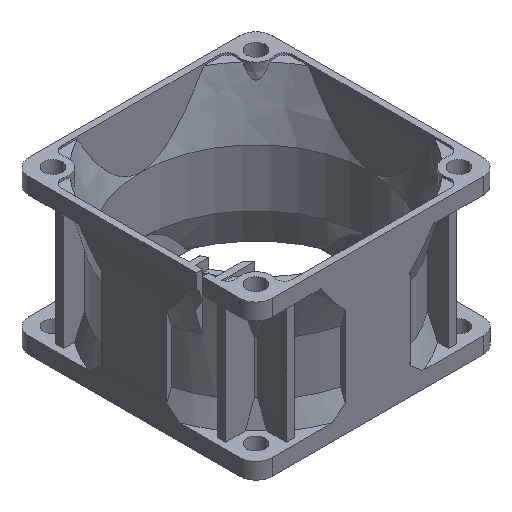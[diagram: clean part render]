
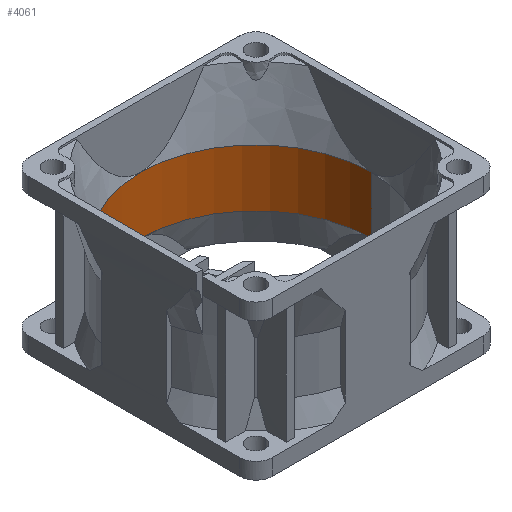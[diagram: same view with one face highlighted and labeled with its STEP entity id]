
A CAD part, isometric view. The second image highlights one B-rep face of the part: STEP entity #4061.
In plain terms, the highlighted free-form (B-spline) face has degree [1, 3] with [2, 7] control points.
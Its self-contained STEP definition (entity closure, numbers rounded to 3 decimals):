
#3 = B_SPLINE_CURVE_WITH_KNOTS ( 'NONE', 1,
 ( #837, #5934 ),
 .UNSPECIFIED., .F., .F.,
 ( 2, 2 ),
 ( 0., 1. ),
 .UNSPECIFIED. ) ;
#55 = ORIENTED_EDGE ( 'NONE', *, *, #6842, .F. ) ;
#367 = VERTEX_POINT ( 'NONE', #2618 ) ;
#734 = ORIENTED_EDGE ( 'NONE', *, *, #2830, .T. ) ;
#769 = CARTESIAN_POINT ( 'NONE',  ( 0., 28.5, -29.5 ) ) ;
#784 = ORIENTED_EDGE ( 'NONE', *, *, #1195, .T. ) ;
#804 = CARTESIAN_POINT ( 'NONE',  ( -28.5, 0., -29.5 ) ) ;
#837 = CARTESIAN_POINT ( 'NONE',  ( 28.5, 0., -15.428 ) ) ;
#1027 = DIRECTION ( 'NONE',  ( -1., 0., 0. ) ) ;
#1195 = EDGE_CURVE ( 'NONE', #5478, #7751, #6465, .T. ) ;
#1278 = EDGE_CURVE ( 'NONE', #5943, #367, #3723, .T. ) ;
#1312 = CARTESIAN_POINT ( 'NONE',  ( 0., 28.5, -15.428 ) ) ;
#1350 = B_SPLINE_CURVE_WITH_KNOTS ( 'NONE', 1,
 ( #804, #6063 ),
 .UNSPECIFIED., .F., .F.,
 ( 2, 2 ),
 ( 0., 0.653 ),
 .UNSPECIFIED. ) ;
#1694 = CARTESIAN_POINT ( 'NONE',  ( 28.5, 0., -29.5 ) ) ;
#1724 = CARTESIAN_POINT ( 'NONE',  ( 16.695, 28.5, -15.428 ) ) ;
#1777 = CARTESIAN_POINT ( 'NONE',  ( 28.5, 16.695, -29.5 ) ) ;
#1982 = CARTESIAN_POINT ( 'NONE',  ( 28.5, 0., -29.5 ) ) ;
#2184 = DIRECTION ( 'NONE',  ( 1., 0., 0. ) ) ;
#2397 = CARTESIAN_POINT ( 'NONE',  ( 28.5, 16.695, -15.428 ) ) ;
#2403 = VERTEX_POINT ( 'NONE', #1982 ) ;
#2618 = CARTESIAN_POINT ( 'NONE',  ( -28.5, 0., -29.5 ) ) ;
#2625 = AXIS2_PLACEMENT_3D ( 'NONE', #6096, #2950, #2184 ) ;
#2830 = EDGE_CURVE ( 'NONE', #5845, #5478, #3706, .T. ) ;
#2889 = DIRECTION ( 'NONE',  ( 1., 0., 0. ) ) ;
#2950 = DIRECTION ( 'NONE',  ( 0., 0., 1. ) ) ;
#3021 = CARTESIAN_POINT ( 'NONE',  ( 28.5, 0., -15.428 ) ) ;
#3214 = EDGE_CURVE ( 'NONE', #2403, #5943, #7644, .T. ) ;
#3426 = CARTESIAN_POINT ( 'NONE',  ( 0., 0., -29.5 ) ) ;
#3639 = CARTESIAN_POINT ( 'NONE',  ( 28.5, 0., -15.428 ) ) ;
#3706 = CIRCLE ( 'NONE', #7278, 28.5 ) ;
#3723 = CIRCLE ( 'NONE', #6303, 28.5 ) ;
#4061 = ADVANCED_FACE ( 'NONE', ( #6034 ), #7696, .T. ) ;
#4126 = ORIENTED_EDGE ( 'NONE', *, *, #7307, .F. ) ;
#4284 = CARTESIAN_POINT ( 'NONE',  ( 0., 28.5, -29.5 ) ) ;
#4663 = DIRECTION ( 'NONE',  ( 0., 1., 0. ) ) ;
#4893 = ORIENTED_EDGE ( 'NONE', *, *, #3214, .F. ) ;
#4918 = CARTESIAN_POINT ( 'NONE',  ( 0., 28.5, -15.428 ) ) ;
#5000 = CARTESIAN_POINT ( 'NONE',  ( -28.5, 0., -29.5 ) ) ;
#5478 = VERTEX_POINT ( 'NONE', #1312 ) ;
#5621 = DIRECTION ( 'NONE',  ( 0., 0., 1. ) ) ;
#5661 = CARTESIAN_POINT ( 'NONE',  ( -28.5, 16.695, -29.5 ) ) ;
#5845 = VERTEX_POINT ( 'NONE', #3639 ) ;
#5934 = CARTESIAN_POINT ( 'NONE',  ( 28.5, 0., -29.5 ) ) ;
#5943 = VERTEX_POINT ( 'NONE', #769 ) ;
#6034 = FACE_OUTER_BOUND ( 'NONE', #6995, .T. ) ;
#6055 = CARTESIAN_POINT ( 'NONE',  ( 0., 0., -15.428 ) ) ;
#6063 = CARTESIAN_POINT ( 'NONE',  ( -28.5, 0., -15.428 ) ) ;
#6096 = CARTESIAN_POINT ( 'NONE',  ( 0., 0., -15.428 ) ) ;
#6303 = AXIS2_PLACEMENT_3D ( 'NONE', #7551, #5621, #1027 ) ;
#6465 = CIRCLE ( 'NONE', #2625, 28.5 ) ;
#6487 = ORIENTED_EDGE ( 'NONE', *, *, #1278, .F. ) ;
#6663 = DIRECTION ( 'NONE',  ( 0., 0., 1. ) ) ;
#6842 = EDGE_CURVE ( 'NONE', #5845, #2403, #3, .T. ) ;
#6877 = CARTESIAN_POINT ( 'NONE',  ( -16.695, 28.5, -29.5 ) ) ;
#6902 = CARTESIAN_POINT ( 'NONE',  ( 16.695, 28.5, -29.5 ) ) ;
#6915 = AXIS2_PLACEMENT_3D ( 'NONE', #3426, #6663, #4663 ) ;
#6995 = EDGE_LOOP ( 'NONE', ( #4893, #55, #734, #784, #4126, #6487 ) ) ;
#7202 = CARTESIAN_POINT ( 'NONE',  ( -28.5, 0., -15.428 ) ) ;
#7278 = AXIS2_PLACEMENT_3D ( 'NONE', #6055, #8078, #2889 ) ;
#7307 = EDGE_CURVE ( 'NONE', #367, #7751, #1350, .T. ) ;
#7551 = CARTESIAN_POINT ( 'NONE',  ( 0., 0., -29.5 ) ) ;
#7566 = CARTESIAN_POINT ( 'NONE',  ( -28.5, 0., -15.428 ) ) ;
#7644 = CIRCLE ( 'NONE', #6915, 28.5 ) ;
#7696 =( BOUNDED_SURFACE ( )  B_SPLINE_SURFACE ( 1, 3, ( 
 ( #7566, #8122, #8196, #4918, #1724, #2397, #3021 ),
 ( #5000, #5661, #6877, #4284, #6902, #1777, #1694 ) ),
 .UNSPECIFIED., .F., .F., .F. ) 
 B_SPLINE_SURFACE_WITH_KNOTS ( ( 2, 2 ),
 ( 4, 3, 4 ),
 ( 0.019, 0.981 ),
 ( 0., 0.5, 1. ),
 .UNSPECIFIED. ) 
 GEOMETRIC_REPRESENTATION_ITEM ( )  RATIONAL_B_SPLINE_SURFACE ( (
 ( 1., 0.805, 0.805, 1., 0.805, 0.805, 1.),
 ( 1., 0.805, 0.805, 1., 0.805, 0.805, 1.) ) ) 
 REPRESENTATION_ITEM ( '' )  SURFACE ( )  );
#7751 = VERTEX_POINT ( 'NONE', #7202 ) ;
#8078 = DIRECTION ( 'NONE',  ( 0., 0., 1. ) ) ;
#8122 = CARTESIAN_POINT ( 'NONE',  ( -28.5, 16.695, -15.428 ) ) ;
#8196 = CARTESIAN_POINT ( 'NONE',  ( -16.695, 28.5, -15.428 ) ) ;
